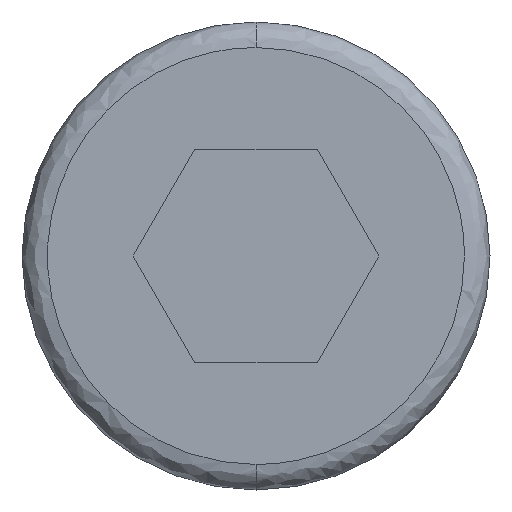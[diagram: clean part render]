
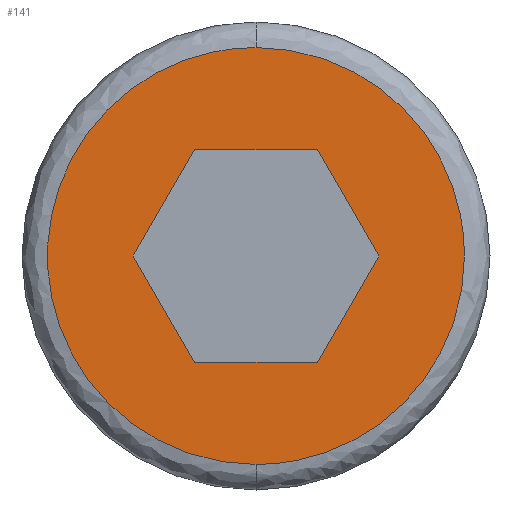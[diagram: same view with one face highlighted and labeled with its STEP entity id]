
A CAD part, front view. The second image highlights one B-rep face of the part: STEP entity #141.
In plain terms, the highlighted planar face has unit normal (0, -1, 0).
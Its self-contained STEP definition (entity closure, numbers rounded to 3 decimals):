
#2 = CARTESIAN_POINT ( 'NONE',  ( -2.45, -3., 0. ) ) ;
#5 = DIRECTION ( 'NONE',  ( 1., 0., 0. ) ) ;
#6 = CARTESIAN_POINT ( 'NONE',  ( 0., -3., 2.45 ) ) ;
#9 = VECTOR ( 'NONE', #439, 1000. ) ;
#13 = CARTESIAN_POINT ( 'NONE',  ( 2.45, -3., 0. ) ) ;
#14 = EDGE_CURVE ( 'NONE', #429, #658, #194, .T. ) ;
#16 = VECTOR ( 'NONE', #708, 1000. ) ;
#18 = ORIENTED_EDGE ( 'NONE', *, *, #14, .T. ) ;
#32 = CARTESIAN_POINT ( 'NONE',  ( 2.45, -3., -1.435 ) ) ;
#34 = CARTESIAN_POINT ( 'NONE',  ( 0., -3., -2.45 ) ) ;
#52 = ORIENTED_EDGE ( 'NONE', *, *, #359, .F. ) ;
#68 = CARTESIAN_POINT ( 'NONE',  ( -1.435, -3., 2.45 ) ) ;
#72 = VECTOR ( 'NONE', #511, 1000. ) ;
#76 = EDGE_CURVE ( 'NONE', #105, #516, #632, .T. ) ;
#80 = VERTEX_POINT ( 'NONE', #350 ) ;
#95 = VERTEX_POINT ( 'NONE', #34 ) ;
#98 = CARTESIAN_POINT ( 'NONE',  ( 1.435, -3., -2.45 ) ) ;
#105 = VERTEX_POINT ( 'NONE', #467 ) ;
#126 = CARTESIAN_POINT ( 'NONE',  ( 1.443, -3., 0. ) ) ;
#135 = LINE ( 'NONE', #336, #313 ) ;
#139 = DIRECTION ( 'NONE',  ( -0.5, 0., 0.866 ) ) ;
#141 = ADVANCED_FACE ( 'NONE', ( #634, #563 ), #294, .T. ) ;
#159 = CARTESIAN_POINT ( 'NONE',  ( 0., -3., -2.45 ) ) ;
#162 =( BOUNDED_CURVE ( )  B_SPLINE_CURVE ( 3, ( #727, #717, #198, #2, #537, #68, #6 ),
 .UNSPECIFIED., .F., .F. ) 
 B_SPLINE_CURVE_WITH_KNOTS ( ( 4, 3, 4 ),
 ( 0.333, 0.667, 1. ),
 .UNSPECIFIED. ) 
 CURVE ( )  GEOMETRIC_REPRESENTATION_ITEM ( )  RATIONAL_B_SPLINE_CURVE ( ( 1., 0.805, 0.805, 1., 0.805, 0.805, 1. ) ) 
 REPRESENTATION_ITEM ( '' )  );
#164 = ORIENTED_EDGE ( 'NONE', *, *, #76, .F. ) ;
#172 = CARTESIAN_POINT ( 'NONE',  ( -0.722, -3., -1.25 ) ) ;
#180 = CARTESIAN_POINT ( 'NONE',  ( 0., -3., 0. ) ) ;
#183 = VECTOR ( 'NONE', #5, 1000. ) ;
#184 = LINE ( 'NONE', #425, #16 ) ;
#194 = LINE ( 'NONE', #214, #72 ) ;
#198 = CARTESIAN_POINT ( 'NONE',  ( -2.45, -3., -1.435 ) ) ;
#214 = CARTESIAN_POINT ( 'NONE',  ( 0., -3., -1.25 ) ) ;
#245 = VECTOR ( 'NONE', #139, 1000. ) ;
#255 = CARTESIAN_POINT ( 'NONE',  ( 0., -3., 1.25 ) ) ;
#264 = EDGE_CURVE ( 'NONE', #271, #80, #184, .T. ) ;
#271 = VERTEX_POINT ( 'NONE', #417 ) ;
#294 = PLANE ( 'NONE',  #371 ) ;
#313 = VECTOR ( 'NONE', #405, 1000. ) ;
#330 = CARTESIAN_POINT ( 'NONE',  ( 0., -3., 2.45 ) ) ;
#336 = CARTESIAN_POINT ( 'NONE',  ( 1.443, -3., 0. ) ) ;
#338 = CARTESIAN_POINT ( 'NONE',  ( 2.45, -3., 1.435 ) ) ;
#348 =( BOUNDED_CURVE ( )  B_SPLINE_CURVE ( 3, ( #13, #32, #98, #159 ),
 .UNSPECIFIED., .F., .T. ) 
 B_SPLINE_CURVE_WITH_KNOTS ( ( 4, 4 ),
 ( 0., 0.333 ),
 .UNSPECIFIED. ) 
 CURVE ( )  GEOMETRIC_REPRESENTATION_ITEM ( )  RATIONAL_B_SPLINE_CURVE ( ( 1., 0.805, 0.805, 1. ) ) 
 REPRESENTATION_ITEM ( '' )  );
#350 = CARTESIAN_POINT ( 'NONE',  ( -0.722, -3., 1.25 ) ) ;
#359 = EDGE_CURVE ( 'NONE', #95, #105, #162, .T. ) ;
#369 = ORIENTED_EDGE ( 'NONE', *, *, #495, .T. ) ;
#371 = AXIS2_PLACEMENT_3D ( 'NONE', #180, #594, #479 ) ;
#382 = LINE ( 'NONE', #611, #9 ) ;
#405 = DIRECTION ( 'NONE',  ( -0.5, 0., -0.866 ) ) ;
#417 = CARTESIAN_POINT ( 'NONE',  ( -1.443, -3., 0. ) ) ;
#425 = CARTESIAN_POINT ( 'NONE',  ( -1.443, -3., 0. ) ) ;
#426 = EDGE_CURVE ( 'NONE', #80, #618, #514, .T. ) ;
#429 = VERTEX_POINT ( 'NONE', #669 ) ;
#439 = DIRECTION ( 'NONE',  ( 0.5, 0., -0.866 ) ) ;
#449 = EDGE_LOOP ( 'NONE', ( #369, #567, #18, #524, #526, #499 ) ) ;
#467 = CARTESIAN_POINT ( 'NONE',  ( 0., -3., 2.45 ) ) ;
#471 = LINE ( 'NONE', #498, #245 ) ;
#479 = DIRECTION ( 'NONE',  ( 0., 0., -1. ) ) ;
#487 = EDGE_CURVE ( 'NONE', #658, #271, #471, .T. ) ;
#495 = EDGE_CURVE ( 'NONE', #618, #721, #382, .T. ) ;
#498 = CARTESIAN_POINT ( 'NONE',  ( -0.722, -3., -1.25 ) ) ;
#499 = ORIENTED_EDGE ( 'NONE', *, *, #426, .T. ) ;
#509 = EDGE_CURVE ( 'NONE', #516, #95, #348, .T. ) ;
#511 = DIRECTION ( 'NONE',  ( -1., 0., 0. ) ) ;
#514 = LINE ( 'NONE', #255, #183 ) ;
#516 = VERTEX_POINT ( 'NONE', #749 ) ;
#524 = ORIENTED_EDGE ( 'NONE', *, *, #487, .T. ) ;
#526 = ORIENTED_EDGE ( 'NONE', *, *, #264, .T. ) ;
#537 = CARTESIAN_POINT ( 'NONE',  ( -2.45, -3., 1.435 ) ) ;
#563 = FACE_OUTER_BOUND ( 'NONE', #756, .T. ) ;
#567 = ORIENTED_EDGE ( 'NONE', *, *, #600, .T. ) ;
#573 = CARTESIAN_POINT ( 'NONE',  ( 1.435, -3., 2.45 ) ) ;
#594 = DIRECTION ( 'NONE',  ( 0., -1., 0. ) ) ;
#600 = EDGE_CURVE ( 'NONE', #721, #429, #135, .T. ) ;
#611 = CARTESIAN_POINT ( 'NONE',  ( 0.722, -3., 1.25 ) ) ;
#618 = VERTEX_POINT ( 'NONE', #751 ) ;
#632 =( BOUNDED_CURVE ( )  B_SPLINE_CURVE ( 3, ( #330, #573, #338, #757 ),
 .UNSPECIFIED., .F., .T. ) 
 B_SPLINE_CURVE_WITH_KNOTS ( ( 4, 4 ),
 ( 0., 1. ),
 .UNSPECIFIED. ) 
 CURVE ( )  GEOMETRIC_REPRESENTATION_ITEM ( )  RATIONAL_B_SPLINE_CURVE ( ( 1., 0.805, 0.805, 1. ) ) 
 REPRESENTATION_ITEM ( '' )  );
#634 = FACE_BOUND ( 'NONE', #449, .T. ) ;
#658 = VERTEX_POINT ( 'NONE', #172 ) ;
#669 = CARTESIAN_POINT ( 'NONE',  ( 0.722, -3., -1.25 ) ) ;
#708 = DIRECTION ( 'NONE',  ( 0.5, 0., 0.866 ) ) ;
#717 = CARTESIAN_POINT ( 'NONE',  ( -1.435, -3., -2.45 ) ) ;
#721 = VERTEX_POINT ( 'NONE', #126 ) ;
#722 = ORIENTED_EDGE ( 'NONE', *, *, #509, .F. ) ;
#727 = CARTESIAN_POINT ( 'NONE',  ( 0., -3., -2.45 ) ) ;
#749 = CARTESIAN_POINT ( 'NONE',  ( 2.45, -3., 0. ) ) ;
#751 = CARTESIAN_POINT ( 'NONE',  ( 0.722, -3., 1.25 ) ) ;
#756 = EDGE_LOOP ( 'NONE', ( #164, #52, #722 ) ) ;
#757 = CARTESIAN_POINT ( 'NONE',  ( 2.45, -3., 0. ) ) ;
